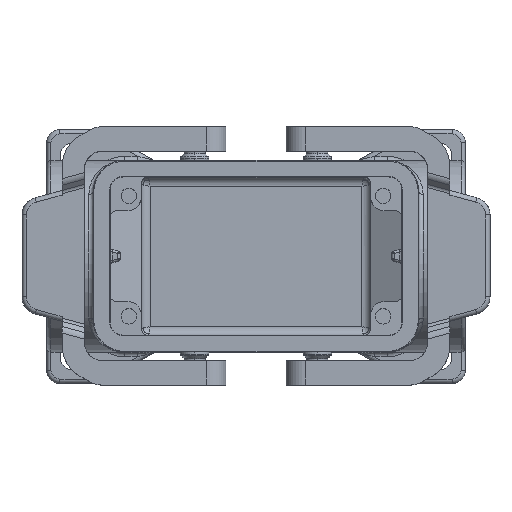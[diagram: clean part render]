
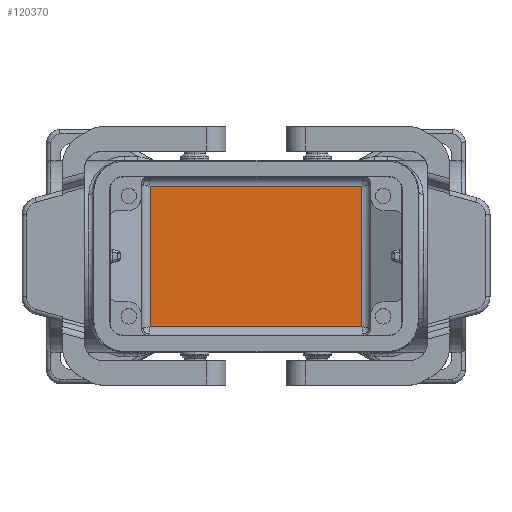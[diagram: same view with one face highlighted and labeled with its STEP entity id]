
A CAD part, top view. The second image highlights one B-rep face of the part: STEP entity #120370.
In plain terms, the highlighted face is planar.
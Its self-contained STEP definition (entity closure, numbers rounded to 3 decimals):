
#117830=CARTESIAN_POINT('',(0.,17.501,67.));
#117840=DIRECTION('',(-1.,0.,0.));
#117850=VECTOR('',#117840,1.);
#117860=LINE('',#117830,#117850);
#117870=CARTESIAN_POINT('',(64.941,17.501,67.));
#117880=VERTEX_POINT('',#117870);
#117890=CARTESIAN_POINT('',(17.441,17.501,67.));
#117900=VERTEX_POINT('',#117890);
#117910=EDGE_CURVE('',#117880,#117900,#117860,.T.);
#120070=CARTESIAN_POINT('',(0.,0.,
67.));
#120080=DIRECTION('',(0.,0.,1.));
#120090=DIRECTION('',(1.,0.,0.));
#120100=AXIS2_PLACEMENT_3D('',#120070,#120080,#120090);
#120110=PLANE('',#120100);
#120120=CARTESIAN_POINT('',(64.941,0.,67.));
#120130=DIRECTION('',(0.,-1.,0.));
#120140=VECTOR('',#120130,1.);
#120150=LINE('',#120120,#120140);
#120160=CARTESIAN_POINT('',(64.941,49.001,67.));
#120170=VERTEX_POINT('',#120160);
#120180=EDGE_CURVE('',#120170,#117880,#120150,.T.);
#120190=ORIENTED_EDGE('',*,*,#120180,.T.);
#120200=CARTESIAN_POINT('',(0.,49.001,67.));
#120210=DIRECTION('',(1.,0.,0.));
#120220=VECTOR('',#120210,1.);
#120230=LINE('',#120200,#120220);
#120240=CARTESIAN_POINT('',(17.441,49.001,67.));
#120250=VERTEX_POINT('',#120240);
#120260=EDGE_CURVE('',#120250,#120170,#120230,.T.);
#120270=ORIENTED_EDGE('',*,*,#120260,.T.);
#120280=CARTESIAN_POINT('',(17.441,0.,67.));
#120290=DIRECTION('',(0.,-1.,0.));
#120300=VECTOR('',#120290,1.);
#120310=LINE('',#120280,#120300);
#120320=EDGE_CURVE('',#120250,#117900,#120310,.T.);
#120330=ORIENTED_EDGE('',*,*,#120320,.F.);
#120340=ORIENTED_EDGE('',*,*,#117910,.T.);
#120350=EDGE_LOOP('',(#120340,#120330,#120270,#120190));
#120360=FACE_OUTER_BOUND('',#120350,.T.);
#120370=ADVANCED_FACE('',(#120360),#120110,.F.);
